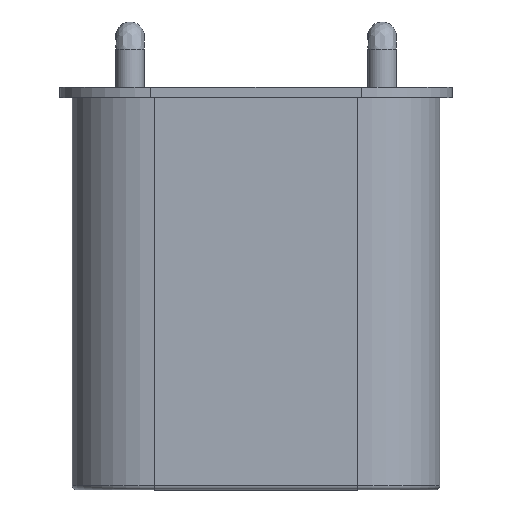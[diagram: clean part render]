
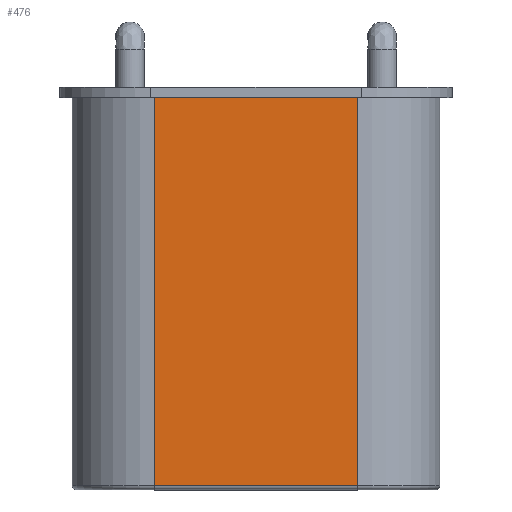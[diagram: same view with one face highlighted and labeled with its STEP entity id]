
A CAD part, top view. The second image highlights one B-rep face of the part: STEP entity #476.
In plain terms, the highlighted planar face has unit normal (0, 0, 1).
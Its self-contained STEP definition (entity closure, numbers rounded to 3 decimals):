
#384 = VERTEX_POINT('',#385);
#385 = CARTESIAN_POINT('',(1.195,-3.,8.595));
#401 = VERTEX_POINT('',#402);
#402 = CARTESIAN_POINT('',(11.145,-3.,8.595));
#409 = EDGE_CURVE('',#384,#401,#410,.T.);
#410 = LINE('',#411,#412);
#411 = CARTESIAN_POINT('',(1.11,-3.,8.595));
#412 = VECTOR('',#413,1.);
#413 = DIRECTION('',(1.,0.,0.));
#449 = EDGE_CURVE('',#384,#450,#452,.T.);
#450 = VERTEX_POINT('',#451);
#451 = CARTESIAN_POINT('',(1.195,-22.,8.595));
#452 = LINE('',#453,#454);
#453 = CARTESIAN_POINT('',(1.195,-2.5,8.595));
#454 = VECTOR('',#455,1.);
#455 = DIRECTION('',(0.,-1.,0.));
#476 = ADVANCED_FACE('',(#477),#495,.T.);
#477 = FACE_BOUND('',#478,.T.);
#478 = EDGE_LOOP('',(#479,#480,#481,#489));
#479 = ORIENTED_EDGE('',*,*,#409,.F.);
#480 = ORIENTED_EDGE('',*,*,#449,.T.);
#481 = ORIENTED_EDGE('',*,*,#482,.F.);
#482 = EDGE_CURVE('',#483,#450,#485,.T.);
#483 = VERTEX_POINT('',#484);
#484 = CARTESIAN_POINT('',(11.145,-22.,8.595));
#485 = LINE('',#486,#487);
#486 = CARTESIAN_POINT('',(11.145,-22.,8.595));
#487 = VECTOR('',#488,1.);
#488 = DIRECTION('',(-1.,0.,0.));
#489 = ORIENTED_EDGE('',*,*,#490,.F.);
#490 = EDGE_CURVE('',#401,#483,#491,.T.);
#491 = LINE('',#492,#493);
#492 = CARTESIAN_POINT('',(11.145,-2.5,8.595));
#493 = VECTOR('',#494,1.);
#494 = DIRECTION('',(0.,-1.,0.));
#495 = PLANE('',#496);
#496 = AXIS2_PLACEMENT_3D('',#497,#498,#499);
#497 = CARTESIAN_POINT('',(1.195,-2.5,8.595));
#498 = DIRECTION('',(0.,0.,1.));
#499 = DIRECTION('',(1.,0.,0.));
